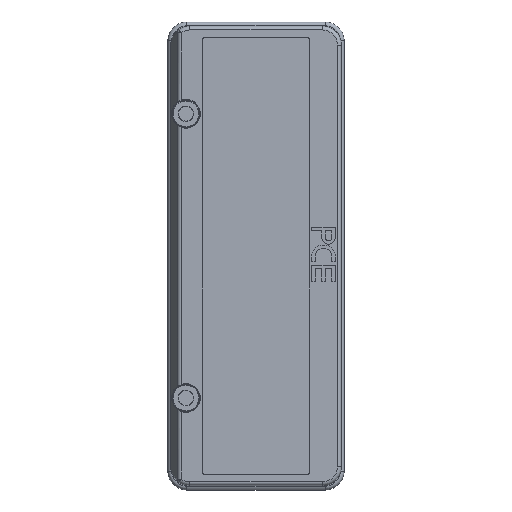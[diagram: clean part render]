
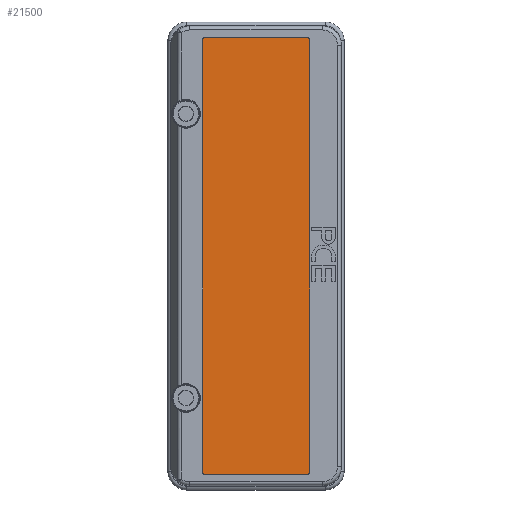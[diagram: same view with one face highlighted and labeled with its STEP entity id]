
A CAD part, top view. The second image highlights one B-rep face of the part: STEP entity #21500.
In plain terms, the highlighted planar face has unit normal (0.002, 0, 1).
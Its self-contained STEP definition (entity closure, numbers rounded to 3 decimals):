
#895 = CARTESIAN_POINT ( 'NONE',  ( 28.265, -114.25, 24.923 ) ) ;
#1823 = VERTEX_POINT ( 'NONE', #13612 ) ;
#1907 = DIRECTION ( 'NONE',  ( 1., 0., -0.002 ) ) ;
#2583 = CARTESIAN_POINT ( 'NONE',  ( -27.235, 115.25, 25.05 ) ) ;
#3019 = VERTEX_POINT ( 'NONE', #2583 ) ;
#3428 = AXIS2_PLACEMENT_3D ( 'NONE', #13311, #30164, #15770 ) ;
#3839 = CARTESIAN_POINT ( 'NONE',  ( -27.235, -114.25, 25.05 ) ) ;
#4397 = EDGE_CURVE ( 'NONE', #3019, #25107, #7410, .T. ) ;
#4965 = DIRECTION ( 'NONE',  ( 0.002, 0., 1. ) ) ;
#5411 = ORIENTED_EDGE ( 'NONE', *, *, #23109, .T. ) ;
#5506 = VECTOR ( 'NONE', #14591, 1000. ) ;
#6043 = CARTESIAN_POINT ( 'NONE',  ( 27.265, 115.25, 24.926 ) ) ;
#6068 = CARTESIAN_POINT ( 'NONE',  ( -27.235, -115.25, 25.05 ) ) ;
#6275 = DIRECTION ( 'NONE',  ( -1., 0., 0.002 ) ) ;
#6757 = CARTESIAN_POINT ( 'NONE',  ( -27.235, 115.25, 25.05 ) ) ;
#7410 = LINE ( 'NONE', #6757, #13820 ) ;
#8623 = ORIENTED_EDGE ( 'NONE', *, *, #14320, .T. ) ;
#8770 = ORIENTED_EDGE ( 'NONE', *, *, #16087, .T. ) ;
#10374 = DIRECTION ( 'NONE',  ( 0.002, 0., 1. ) ) ;
#10808 = EDGE_CURVE ( 'NONE', #1823, #18739, #17716, .T. ) ;
#12056 = AXIS2_PLACEMENT_3D ( 'NONE', #13520, #30345, #15968 ) ;
#12149 = CARTESIAN_POINT ( 'NONE',  ( -28.235, 114.25, 25.052 ) ) ;
#12517 = AXIS2_PLACEMENT_3D ( 'NONE', #24840, #10374, #27273 ) ;
#13311 = CARTESIAN_POINT ( 'NONE',  ( -27.235, 114.25, 25.05 ) ) ;
#13520 = CARTESIAN_POINT ( 'NONE',  ( 27.265, -114.25, 24.926 ) ) ;
#13546 = DIRECTION ( 'NONE',  ( 1., 0., -0.002 ) ) ;
#13612 = CARTESIAN_POINT ( 'NONE',  ( 27.265, -115.25, 24.926 ) ) ;
#13820 = VECTOR ( 'NONE', #1907, 1000. ) ;
#13949 = ORIENTED_EDGE ( 'NONE', *, *, #17626, .T. ) ;
#14320 = EDGE_CURVE ( 'NONE', #19744, #25107, #27182, .T. ) ;
#14591 = DIRECTION ( 'NONE',  ( 0., -1., 0. ) ) ;
#14889 = DIRECTION ( 'NONE',  ( 0., -1., 0. ) ) ;
#14947 = EDGE_LOOP ( 'NONE', ( #8770, #5411, #25798, #23152, #8623, #30268, #29902, #13949 ) ) ;
#15770 = DIRECTION ( 'NONE',  ( -1., 0., 0.002 ) ) ;
#15968 = DIRECTION ( 'NONE',  ( -1., 0., 0.002 ) ) ;
#16087 = EDGE_CURVE ( 'NONE', #20878, #21462, #21073, .T. ) ;
#17449 = LINE ( 'NONE', #23145, #29486 ) ;
#17626 = EDGE_CURVE ( 'NONE', #24602, #20878, #31115, .T. ) ;
#17716 = CIRCLE ( 'NONE', #12056, 1. ) ;
#18295 = PLANE ( 'NONE',  #19746 ) ;
#18739 = VERTEX_POINT ( 'NONE', #895 ) ;
#19435 = CARTESIAN_POINT ( 'NONE',  ( -27.235, -114.25, 25.05 ) ) ;
#19744 = VERTEX_POINT ( 'NONE', #20258 ) ;
#19746 = AXIS2_PLACEMENT_3D ( 'NONE', #3839, #20728, #6275 ) ;
#20258 = CARTESIAN_POINT ( 'NONE',  ( 28.265, 114.25, 24.923 ) ) ;
#20728 = DIRECTION ( 'NONE',  ( 0.002, 0., 1. ) ) ;
#20878 = VERTEX_POINT ( 'NONE', #29908 ) ;
#21073 = CIRCLE ( 'NONE', #27917, 1. ) ;
#21462 = VERTEX_POINT ( 'NONE', #6068 ) ;
#21500 = ADVANCED_FACE ( 'NONE', ( #24321 ), #18295, .T. ) ;
#21861 = DIRECTION ( 'NONE',  ( -1., 0., 0.002 ) ) ;
#22082 = VECTOR ( 'NONE', #14889, 1000. ) ;
#23068 = CARTESIAN_POINT ( 'NONE',  ( -28.235, 114.25, 25.052 ) ) ;
#23109 = EDGE_CURVE ( 'NONE', #21462, #1823, #17449, .T. ) ;
#23145 = CARTESIAN_POINT ( 'NONE',  ( -27.235, -115.25, 25.05 ) ) ;
#23152 = ORIENTED_EDGE ( 'NONE', *, *, #28223, .F. ) ;
#24321 = FACE_OUTER_BOUND ( 'NONE', #14947, .T. ) ;
#24602 = VERTEX_POINT ( 'NONE', #23068 ) ;
#24840 = CARTESIAN_POINT ( 'NONE',  ( 27.265, 114.25, 24.926 ) ) ;
#25088 = EDGE_CURVE ( 'NONE', #3019, #24602, #30482, .T. ) ;
#25107 = VERTEX_POINT ( 'NONE', #6043 ) ;
#25798 = ORIENTED_EDGE ( 'NONE', *, *, #10808, .T. ) ;
#27182 = CIRCLE ( 'NONE', #12517, 1. ) ;
#27273 = DIRECTION ( 'NONE',  ( -1., 0., 0.002 ) ) ;
#27917 = AXIS2_PLACEMENT_3D ( 'NONE', #19435, #4965, #21861 ) ;
#28223 = EDGE_CURVE ( 'NONE', #19744, #18739, #28478, .T. ) ;
#28478 = LINE ( 'NONE', #29303, #22082 ) ;
#29303 = CARTESIAN_POINT ( 'NONE',  ( 28.265, 114.25, 24.923 ) ) ;
#29486 = VECTOR ( 'NONE', #13546, 1000. ) ;
#29902 = ORIENTED_EDGE ( 'NONE', *, *, #25088, .T. ) ;
#29908 = CARTESIAN_POINT ( 'NONE',  ( -28.235, -114.25, 25.052 ) ) ;
#30164 = DIRECTION ( 'NONE',  ( 0.002, 0., 1. ) ) ;
#30268 = ORIENTED_EDGE ( 'NONE', *, *, #4397, .F. ) ;
#30345 = DIRECTION ( 'NONE',  ( 0.002, 0., 1. ) ) ;
#30482 = CIRCLE ( 'NONE', #3428, 1. ) ;
#31115 = LINE ( 'NONE', #12149, #5506 ) ;
